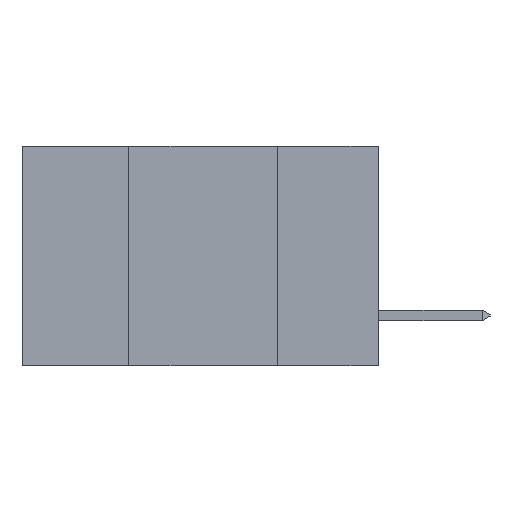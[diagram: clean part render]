
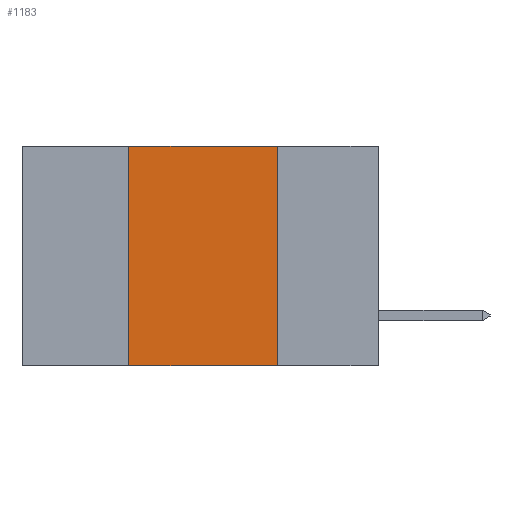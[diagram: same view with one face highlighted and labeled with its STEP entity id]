
A CAD part, left-side view. The second image highlights one B-rep face of the part: STEP entity #1183.
In plain terms, the highlighted planar face has unit normal (-1, 0, 0).
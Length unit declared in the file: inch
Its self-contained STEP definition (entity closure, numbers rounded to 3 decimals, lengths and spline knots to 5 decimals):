
#644 = CARTESIAN_POINT ( 'NONE',  ( 0., 0.42, 0. ) ) ;
#1183 = ADVANCED_FACE ( 'NONE', ( #3518 ), #13038, .F. ) ;
#1362 = VERTEX_POINT ( 'NONE', #5894 ) ;
#1502 = VERTEX_POINT ( 'NONE', #13900 ) ;
#2638 = CARTESIAN_POINT ( 'NONE',  ( 0., 0.17, -0.37 ) ) ;
#3092 = CARTESIAN_POINT ( 'NONE',  ( 0., 0.17, 0. ) ) ;
#3251 = VERTEX_POINT ( 'NONE', #2638 ) ;
#3518 = FACE_OUTER_BOUND ( 'NONE', #9626, .T. ) ;
#4307 = VECTOR ( 'NONE', #10042, 39.37008 ) ;
#4340 = DIRECTION ( 'NONE',  ( 0., 0., -1. ) ) ;
#4987 = EDGE_CURVE ( 'NONE', #9375, #1502, #13346, .T. ) ;
#5894 = CARTESIAN_POINT ( 'NONE',  ( 0., 0.42, -0.37 ) ) ;
#6041 = ORIENTED_EDGE ( 'NONE', *, *, #11800, .F. ) ;
#6960 = EDGE_CURVE ( 'NONE', #1362, #3251, #10381, .T. ) ;
#8334 = VECTOR ( 'NONE', #4340, 39.37008 ) ;
#8364 = DIRECTION ( 'NONE',  ( 0., -1., 0. ) ) ;
#8897 = CARTESIAN_POINT ( 'NONE',  ( 0., 0.6, 0. ) ) ;
#9375 = VERTEX_POINT ( 'NONE', #644 ) ;
#9464 = CARTESIAN_POINT ( 'NONE',  ( 0., 0.6, 0. ) ) ;
#9626 = EDGE_LOOP ( 'NONE', ( #12050, #15062, #6041, #15401 ) ) ;
#10042 = DIRECTION ( 'NONE',  ( 0., -1., 0. ) ) ;
#10139 = CARTESIAN_POINT ( 'NONE',  ( 0., 0.6, -0.37 ) ) ;
#10381 = LINE ( 'NONE', #10139, #4307 ) ;
#10464 = VECTOR ( 'NONE', #14079, 39.37008 ) ;
#10558 = CARTESIAN_POINT ( 'NONE',  ( 0., 0.42, 0. ) ) ;
#10808 = LINE ( 'NONE', #10558, #10464 ) ;
#10935 = DIRECTION ( 'NONE',  ( 0., 0., -1. ) ) ;
#11800 = EDGE_CURVE ( 'NONE', #1362, #9375, #10808, .T. ) ;
#12050 = ORIENTED_EDGE ( 'NONE', *, *, #13367, .F. ) ;
#12356 = DIRECTION ( 'NONE',  ( 1., 0., 0. ) ) ;
#12982 = VECTOR ( 'NONE', #8364, 39.37008 ) ;
#13038 = PLANE ( 'NONE',  #14778 ) ;
#13346 = LINE ( 'NONE', #8897, #12982 ) ;
#13367 = EDGE_CURVE ( 'NONE', #1502, #3251, #14533, .T. ) ;
#13900 = CARTESIAN_POINT ( 'NONE',  ( 0., 0.17, 0. ) ) ;
#14079 = DIRECTION ( 'NONE',  ( 0., 0., 1. ) ) ;
#14533 = LINE ( 'NONE', #3092, #8334 ) ;
#14778 = AXIS2_PLACEMENT_3D ( 'NONE', #9464, #12356, #10935 ) ;
#15062 = ORIENTED_EDGE ( 'NONE', *, *, #4987, .F. ) ;
#15401 = ORIENTED_EDGE ( 'NONE', *, *, #6960, .T. ) ;
